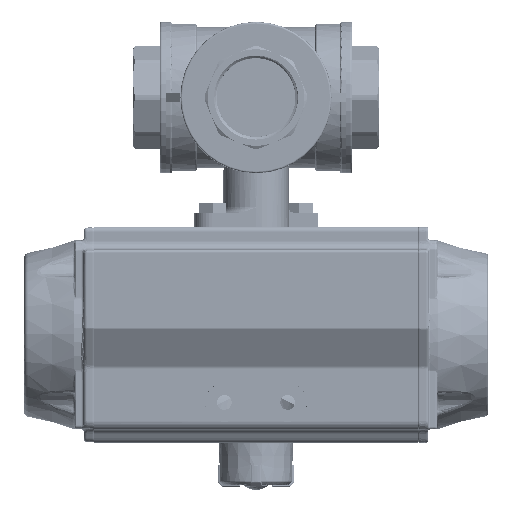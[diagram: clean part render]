
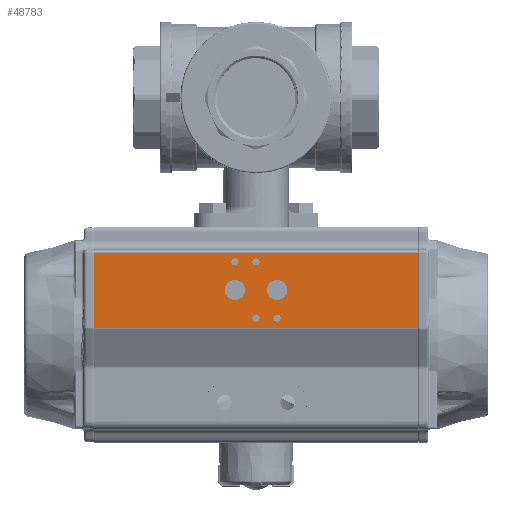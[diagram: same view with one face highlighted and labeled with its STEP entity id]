
A CAD part, front view. The second image highlights one B-rep face of the part: STEP entity #48783.
In plain terms, the highlighted face is planar.
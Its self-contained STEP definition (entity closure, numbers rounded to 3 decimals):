
#1815=PLANE('',#52600);
#4386=LINE('',#92802,#7450);
#4396=LINE('',#92852,#7460);
#4428=LINE('',#92931,#7492);
#4429=LINE('',#92932,#7493);
#7450=VECTOR('',#60278,1000.);
#7460=VECTOR('',#60322,1000.);
#7492=VECTOR('',#60412,1000.);
#7493=VECTOR('',#60413,1000.);
#16509=ORIENTED_EDGE('',*,*,#28617,.F.);
#16510=ORIENTED_EDGE('',*,*,#28659,.T.);
#16511=ORIENTED_EDGE('',*,*,#28594,.T.);
#16512=ORIENTED_EDGE('',*,*,#28660,.T.);
#16513=ORIENTED_EDGE('',*,*,#28544,.T.);
#16514=ORIENTED_EDGE('',*,*,#28546,.T.);
#16515=ORIENTED_EDGE('',*,*,#28548,.T.);
#16516=ORIENTED_EDGE('',*,*,#28550,.T.);
#16517=ORIENTED_EDGE('',*,*,#28552,.T.);
#16518=ORIENTED_EDGE('',*,*,#28554,.T.);
#28544=EDGE_CURVE('',#35199,#35199,#38848,.T.);
#28546=EDGE_CURVE('',#35201,#35201,#38850,.T.);
#28548=EDGE_CURVE('',#35203,#35203,#38852,.T.);
#28550=EDGE_CURVE('',#35205,#35205,#38854,.T.);
#28552=EDGE_CURVE('',#35207,#35207,#38856,.T.);
#28554=EDGE_CURVE('',#35209,#35209,#38858,.T.);
#28594=EDGE_CURVE('',#35252,#35251,#4386,.T.);
#28617=EDGE_CURVE('',#35274,#35275,#4396,.T.);
#28659=EDGE_CURVE('',#35274,#35252,#4428,.T.);
#28660=EDGE_CURVE('',#35251,#35275,#4429,.T.);
#35199=VERTEX_POINT('',#92678);
#35201=VERTEX_POINT('',#92683);
#35203=VERTEX_POINT('',#92688);
#35205=VERTEX_POINT('',#92693);
#35207=VERTEX_POINT('',#92698);
#35209=VERTEX_POINT('',#92703);
#35251=VERTEX_POINT('',#92801);
#35252=VERTEX_POINT('',#92803);
#35274=VERTEX_POINT('',#92851);
#35275=VERTEX_POINT('',#92853);
#38848=CIRCLE('',#52492,5.723);
#38850=CIRCLE('',#52495,5.723);
#38852=CIRCLE('',#52498,2.067);
#38854=CIRCLE('',#52501,2.067);
#38856=CIRCLE('',#52504,2.067);
#38858=CIRCLE('',#52507,2.067);
#41516=EDGE_LOOP('',(#16509,#16510,#16511,#16512));
#41517=EDGE_LOOP('',(#16513));
#41518=EDGE_LOOP('',(#16514));
#41519=EDGE_LOOP('',(#16515));
#41520=EDGE_LOOP('',(#16516));
#41521=EDGE_LOOP('',(#16517));
#41522=EDGE_LOOP('',(#16518));
#44967=FACE_BOUND('',#41516,.T.);
#44968=FACE_BOUND('',#41517,.T.);
#44969=FACE_BOUND('',#41518,.T.);
#44970=FACE_BOUND('',#41519,.T.);
#44971=FACE_BOUND('',#41520,.T.);
#44972=FACE_BOUND('',#41521,.T.);
#44973=FACE_BOUND('',#41522,.T.);
#48783=ADVANCED_FACE('',(#44967,#44968,#44969,#44970,#44971,#44972,#44973),
#1815,.T.);
#52492=AXIS2_PLACEMENT_3D('',#92677,#60143,#60144);
#52495=AXIS2_PLACEMENT_3D('',#92682,#60149,#60150);
#52498=AXIS2_PLACEMENT_3D('',#92687,#60155,#60156);
#52501=AXIS2_PLACEMENT_3D('',#92692,#60161,#60162);
#52504=AXIS2_PLACEMENT_3D('',#92697,#60167,#60168);
#52507=AXIS2_PLACEMENT_3D('',#92702,#60173,#60174);
#52600=AXIS2_PLACEMENT_3D('',#92930,#60410,#60411);
#60143=DIRECTION('',(-1.,0.,0.));
#60144=DIRECTION('',(0.,0.,-1.));
#60149=DIRECTION('',(-1.,0.,0.));
#60150=DIRECTION('',(0.,0.,-1.));
#60155=DIRECTION('',(-1.,0.,0.));
#60156=DIRECTION('',(0.,0.,-1.));
#60161=DIRECTION('',(-1.,0.,0.));
#60162=DIRECTION('',(0.,0.,-1.));
#60167=DIRECTION('',(-1.,0.,0.));
#60168=DIRECTION('',(0.,0.,-1.));
#60173=DIRECTION('',(-1.,0.,0.));
#60174=DIRECTION('',(0.,0.,-1.));
#60278=DIRECTION('',(0.,1.,0.));
#60322=DIRECTION('',(0.,1.,0.));
#60410=DIRECTION('',(1.,0.,0.));
#60411=DIRECTION('',(0.,1.,0.));
#60412=DIRECTION('',(0.,0.,-1.));
#60413=DIRECTION('',(0.,0.,1.));
#92677=CARTESIAN_POINT('',(64.608,-25.528,80.));
#92678=CARTESIAN_POINT('',(64.608,-25.528,74.278));
#92682=CARTESIAN_POINT('',(64.608,-25.528,104.));
#92683=CARTESIAN_POINT('',(64.608,-25.528,98.278));
#92687=CARTESIAN_POINT('',(64.608,-41.528,80.));
#92688=CARTESIAN_POINT('',(64.608,-41.528,77.933));
#92692=CARTESIAN_POINT('',(64.608,-41.528,92.));
#92693=CARTESIAN_POINT('',(64.608,-41.528,89.933));
#92697=CARTESIAN_POINT('',(64.608,-9.528,92.));
#92698=CARTESIAN_POINT('',(64.608,-9.528,89.933));
#92702=CARTESIAN_POINT('',(64.608,-9.528,104.));
#92703=CARTESIAN_POINT('',(64.608,-9.528,101.933));
#92801=CARTESIAN_POINT('',(64.608,-4.019,0.));
#92802=CARTESIAN_POINT('',(64.608,-3.604,0.));
#92803=CARTESIAN_POINT('',(64.608,-46.528,0.));
#92851=CARTESIAN_POINT('',(64.608,-46.528,184.));
#92852=CARTESIAN_POINT('',(64.608,-3.604,184.));
#92853=CARTESIAN_POINT('',(64.608,-4.019,184.));
#92930=CARTESIAN_POINT('',(64.608,-46.528,0.));
#92931=CARTESIAN_POINT('',(64.608,-46.528,0.));
#92932=CARTESIAN_POINT('',(64.608,-4.019,0.));
